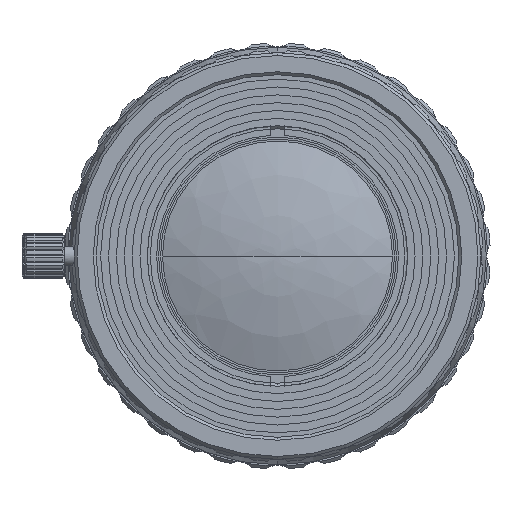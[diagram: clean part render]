
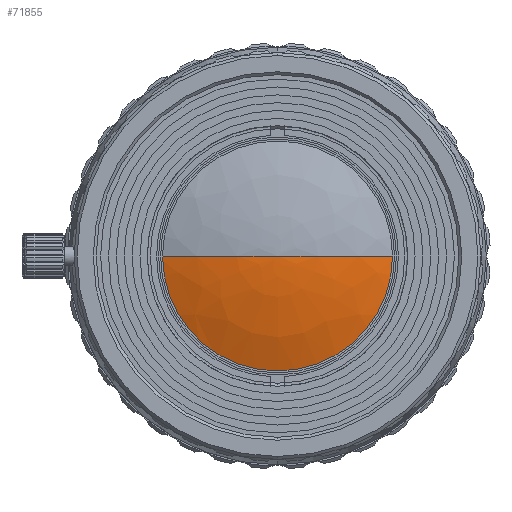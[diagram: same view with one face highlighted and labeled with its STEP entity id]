
A CAD part, left-side view. The second image highlights one B-rep face of the part: STEP entity #71855.
In plain terms, the highlighted free-form (B-spline) face has degree [3, 3] with [4, 4] control points.
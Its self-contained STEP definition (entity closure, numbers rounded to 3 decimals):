
#696 = CARTESIAN_POINT ( 'NONE',  ( 2.716, -12.252, 0. ) ) ;
#3223 = CARTESIAN_POINT ( 'NONE',  ( 2.716, -12.252, -24.503 ) ) ;
#10507 = DIRECTION ( 'NONE',  ( -1., 0., 0. ) ) ;
#11402 = EDGE_CURVE ( 'NONE', #14942, #77491, #72183, .T. ) ;
#13800 = CARTESIAN_POINT ( 'NONE',  ( 0.574, 0., 0. ) ) ;
#14260 = FACE_OUTER_BOUND ( 'NONE', #48212, .T. ) ;
#14942 = VERTEX_POINT ( 'NONE', #696 ) ;
#14967 = CIRCLE ( 'NONE', #27512, 12.252 ) ;
#18450 = CIRCLE ( 'NONE', #58694, 36.103 ) ;
#20145 = CARTESIAN_POINT ( 'NONE',  ( 0.574, 0., 0. ) ) ;
#20618 = CARTESIAN_POINT ( 'NONE',  ( 2.716, 0., 0. ) ) ;
#20854 = DIRECTION ( 'NONE',  ( -1., 0., 0. ) ) ;
#21606 = DIRECTION ( 'NONE',  ( 0., 0., -1. ) ) ;
#22465 = CARTESIAN_POINT ( 'NONE',  ( 1.295, -8.313, -16.625 ) ) ;
#22584 = CARTESIAN_POINT ( 'NONE',  ( 2.716, 0., -12.252 ) ) ;
#26056 = CARTESIAN_POINT ( 'NONE',  ( 0.574, 0., 0. ) ) ;
#27512 = AXIS2_PLACEMENT_3D ( 'NONE', #50293, #51078, #56974 ) ;
#28071 = VERTEX_POINT ( 'NONE', #13800 ) ;
#29964 = ORIENTED_EDGE ( 'NONE', *, *, #54328, .F. ) ;
#30692 = AXIS2_PLACEMENT_3D ( 'NONE', #20618, #44632, #49359 ) ;
#31943 =( BOUNDED_SURFACE ( )  B_SPLINE_SURFACE ( 3, 3, ( 
 ( #26056, #74092, #20145, #44155 ),
 ( #75249, #52389, #57898, #76426 ),
 ( #39419, #22465, #33491, #34254 ),
 ( #33877, #3223, #69355, #75630 ) ),
 .UNSPECIFIED., .F., .F., .T. ) 
 B_SPLINE_SURFACE_WITH_KNOTS ( ( 4, 4 ),
 ( 4, 4 ),
 ( 0., 1. ),
 ( 0., 1. ),
 .UNSPECIFIED. ) 
 GEOMETRIC_REPRESENTATION_ITEM ( )  RATIONAL_B_SPLINE_SURFACE ( (
 ( 1., 0.333, 0.333, 1.),
 ( 0.99, 0.33, 0.33, 0.99),
 ( 0.99, 0.33, 0.33, 0.99),
 ( 1., 0.333, 0.333, 1.) ) ) 
 REPRESENTATION_ITEM ( '' )  SURFACE ( )  );
#33491 = CARTESIAN_POINT ( 'NONE',  ( 1.295, 8.313, -16.625 ) ) ;
#33877 = CARTESIAN_POINT ( 'NONE',  ( 2.716, -12.252, 0. ) ) ;
#34254 = CARTESIAN_POINT ( 'NONE',  ( 1.295, 8.313, 0. ) ) ;
#38459 = AXIS2_PLACEMENT_3D ( 'NONE', #46695, #41190, #10507 ) ;
#39419 = CARTESIAN_POINT ( 'NONE',  ( 1.295, -8.313, 0. ) ) ;
#39728 = CARTESIAN_POINT ( 'NONE',  ( 36.677, 0., 0. ) ) ;
#41190 = DIRECTION ( 'NONE',  ( 0., 0., 1. ) ) ;
#41237 = CARTESIAN_POINT ( 'NONE',  ( 2.716, 12.252, 0. ) ) ;
#42567 = ORIENTED_EDGE ( 'NONE', *, *, #11402, .F. ) ;
#43927 = EDGE_CURVE ( 'NONE', #28071, #70953, #18450, .T. ) ;
#44155 = CARTESIAN_POINT ( 'NONE',  ( 0.574, 0., 0. ) ) ;
#44632 = DIRECTION ( 'NONE',  ( 1., 0., 0. ) ) ;
#46695 = CARTESIAN_POINT ( 'NONE',  ( 36.677, 0., 0. ) ) ;
#48212 = EDGE_LOOP ( 'NONE', ( #29964, #73007, #77094, #42567 ) ) ;
#49359 = DIRECTION ( 'NONE',  ( 0., 0., -1. ) ) ;
#50293 = CARTESIAN_POINT ( 'NONE',  ( 2.716, 0., 0. ) ) ;
#51078 = DIRECTION ( 'NONE',  ( 1., 0., 0. ) ) ;
#52261 = CIRCLE ( 'NONE', #38459, 36.103 ) ;
#52389 = CARTESIAN_POINT ( 'NONE',  ( 0.574, -4.188, -8.375 ) ) ;
#54328 = EDGE_CURVE ( 'NONE', #28071, #14942, #52261, .T. ) ;
#56974 = DIRECTION ( 'NONE',  ( 0., 0., -1. ) ) ;
#57898 = CARTESIAN_POINT ( 'NONE',  ( 0.574, 4.188, -8.375 ) ) ;
#58694 = AXIS2_PLACEMENT_3D ( 'NONE', #39728, #21606, #20854 ) ;
#59037 = EDGE_CURVE ( 'NONE', #77491, #70953, #14967, .T. ) ;
#69355 = CARTESIAN_POINT ( 'NONE',  ( 2.716, 12.252, -24.503 ) ) ;
#70953 = VERTEX_POINT ( 'NONE', #41237 ) ;
#71855 = ADVANCED_FACE ( 'NONE', ( #14260 ), #31943, .F. ) ;
#72183 = CIRCLE ( 'NONE', #30692, 12.252 ) ;
#73007 = ORIENTED_EDGE ( 'NONE', *, *, #43927, .T. ) ;
#74092 = CARTESIAN_POINT ( 'NONE',  ( 0.574, 0., 0. ) ) ;
#75249 = CARTESIAN_POINT ( 'NONE',  ( 0.574, -4.188, 0. ) ) ;
#75630 = CARTESIAN_POINT ( 'NONE',  ( 2.716, 12.252, 0. ) ) ;
#76426 = CARTESIAN_POINT ( 'NONE',  ( 0.574, 4.188, 0. ) ) ;
#77094 = ORIENTED_EDGE ( 'NONE', *, *, #59037, .F. ) ;
#77491 = VERTEX_POINT ( 'NONE', #22584 ) ;
